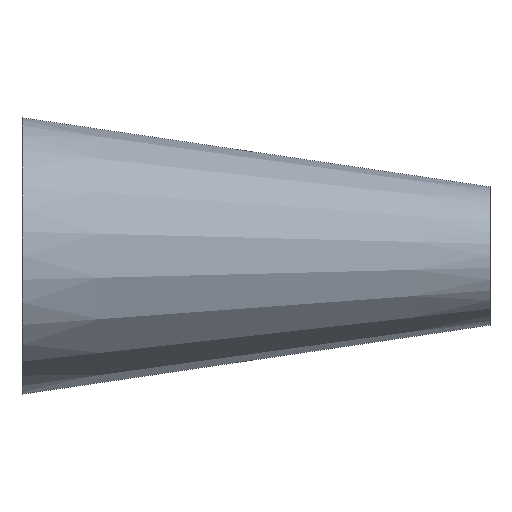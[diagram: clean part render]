
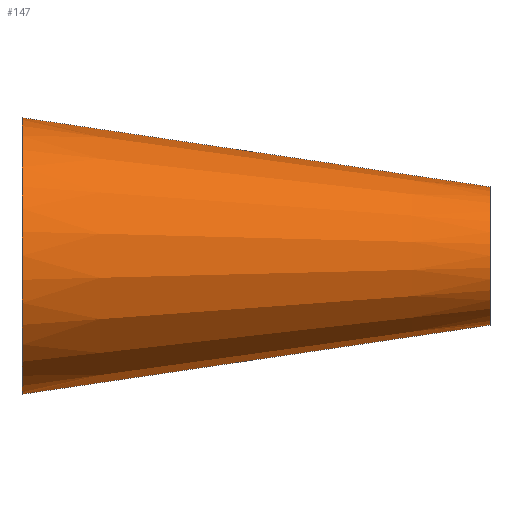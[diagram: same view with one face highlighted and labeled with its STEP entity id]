
A CAD part, top view. The second image highlights one B-rep face of the part: STEP entity #147.
In plain terms, the highlighted conical face has half-angle 8.4 degrees and reference radius 6.35 mm.
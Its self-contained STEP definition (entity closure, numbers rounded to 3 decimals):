
#2 = CIRCLE ( 'NONE', #62, 6.35 ) ;
#5 = EDGE_CURVE ( 'NONE', #78, #88, #2, .T. ) ;
#6 = VERTEX_POINT ( 'NONE', #115 ) ;
#9 = CARTESIAN_POINT ( 'NONE',  ( 43., 5.191, 0. ) ) ;
#25 = CARTESIAN_POINT ( 'NONE',  ( 43., -7.509, 0. ) ) ;
#29 = ORIENTED_EDGE ( 'NONE', *, *, #5, .T. ) ;
#32 = ORIENTED_EDGE ( 'NONE', *, *, #96, .F. ) ;
#35 = VECTOR ( 'NONE', #134, 1000. ) ;
#46 = CARTESIAN_POINT ( 'NONE',  ( 43., -1.159, 0. ) ) ;
#49 = LINE ( 'NONE', #85, #150 ) ;
#51 = EDGE_CURVE ( 'NONE', #88, #6, #81, .T. ) ;
#62 = AXIS2_PLACEMENT_3D ( 'NONE', #46, #135, #171 ) ;
#69 = AXIS2_PLACEMENT_3D ( 'NONE', #142, #172, #82 ) ;
#70 = CONICAL_SURFACE ( 'NONE', #69, 6.35, 0.147 ) ;
#78 = VERTEX_POINT ( 'NONE', #25 ) ;
#81 = LINE ( 'NONE', #9, #35 ) ;
#82 = DIRECTION ( 'NONE',  ( 0., -1., 0. ) ) ;
#85 = CARTESIAN_POINT ( 'NONE',  ( 43., -7.509, 0. ) ) ;
#88 = VERTEX_POINT ( 'NONE', #193 ) ;
#96 = EDGE_CURVE ( 'NONE', #166, #6, #100, .T. ) ;
#100 = CIRCLE ( 'NONE', #153, 12.7 ) ;
#105 = DIRECTION ( 'NONE',  ( 0., -1., 0. ) ) ;
#108 = EDGE_CURVE ( 'NONE', #78, #166, #49, .T. ) ;
#115 = CARTESIAN_POINT ( 'NONE',  ( 0., 11.541, 0. ) ) ;
#125 = CARTESIAN_POINT ( 'NONE',  ( 0., -1.159, 0. ) ) ;
#134 = DIRECTION ( 'NONE',  ( -0.989, 0.146, 0. ) ) ;
#135 = DIRECTION ( 'NONE',  ( -1., 0., 0. ) ) ;
#142 = CARTESIAN_POINT ( 'NONE',  ( 43., -1.159, 0. ) ) ;
#145 = FACE_OUTER_BOUND ( 'NONE', #149, .T. ) ;
#147 = ADVANCED_FACE ( 'NONE', ( #145 ), #70, .T. ) ;
#149 = EDGE_LOOP ( 'NONE', ( #29, #154, #32, #159 ) ) ;
#150 = VECTOR ( 'NONE', #195, 1000. ) ;
#153 = AXIS2_PLACEMENT_3D ( 'NONE', #125, #161, #105 ) ;
#154 = ORIENTED_EDGE ( 'NONE', *, *, #51, .T. ) ;
#159 = ORIENTED_EDGE ( 'NONE', *, *, #108, .F. ) ;
#161 = DIRECTION ( 'NONE',  ( -1., 0., 0. ) ) ;
#166 = VERTEX_POINT ( 'NONE', #174 ) ;
#171 = DIRECTION ( 'NONE',  ( 0., -1., 0. ) ) ;
#172 = DIRECTION ( 'NONE',  ( -1., 0., 0. ) ) ;
#174 = CARTESIAN_POINT ( 'NONE',  ( 0., -13.859, 0. ) ) ;
#193 = CARTESIAN_POINT ( 'NONE',  ( 43., 5.191, 0. ) ) ;
#195 = DIRECTION ( 'NONE',  ( -0.989, -0.146, 0. ) ) ;
